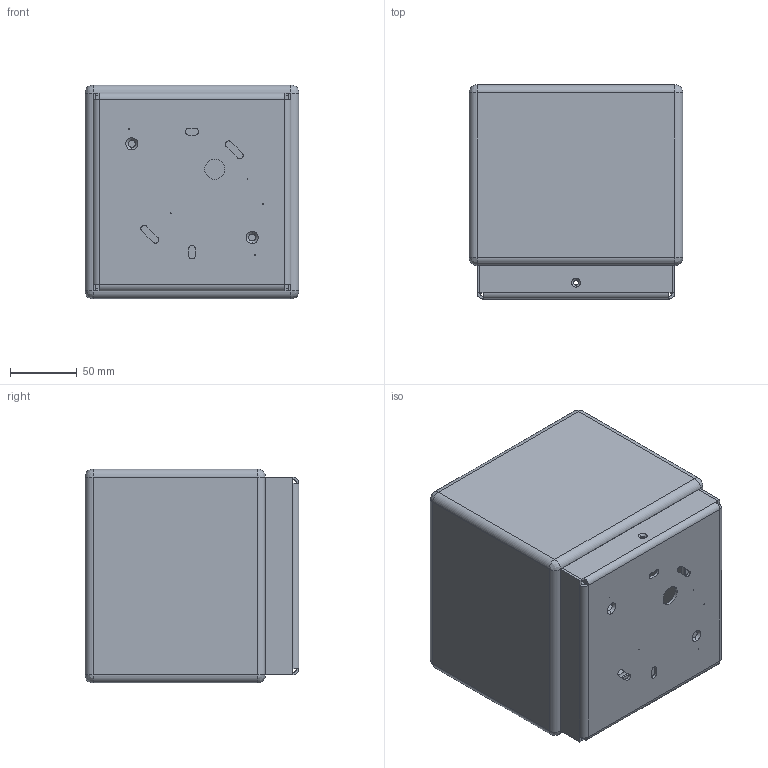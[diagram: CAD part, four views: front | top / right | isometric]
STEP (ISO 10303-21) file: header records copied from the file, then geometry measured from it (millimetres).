
FILE_DESCRIPTION (( 'STEP AP203' ), '1' );
FILE_NAME ('CUBI ZERO T_STEP.STEP', '2016-01-07T16:18:31', ( 'admin' ), ( '' ), 'SwSTEP 2.0', 'SolidWorks 2015', '' );
FILE_SCHEMA (( 'CONFIG_CONTROL_DESIGN' ));
Length unit declared in the file: millimetre
Products named in the file (2): CUBI ZERO T_STEP
Bounding box: 160 x 160 x 160 mm (x, y, z)
Volume: 743063.3 mm3; surface area: 297489.8 mm2
Topology: 2 solids, 2 shells, 154 faces, 375 edges, 216 vertices
Faces by surface type: cylinder 67, plane 63, bspline 11, cone 8, torus 4, sphere 1
Entity records: 5345 total; most frequent: CARTESIAN_POINT 1564, DIRECTION 789, ORIENTED_EDGE 726, EDGE_CURVE 363, AXIS2_PLACEMENT_3D 289, VERTEX_POINT 216, LINE 211, VECTOR 211
